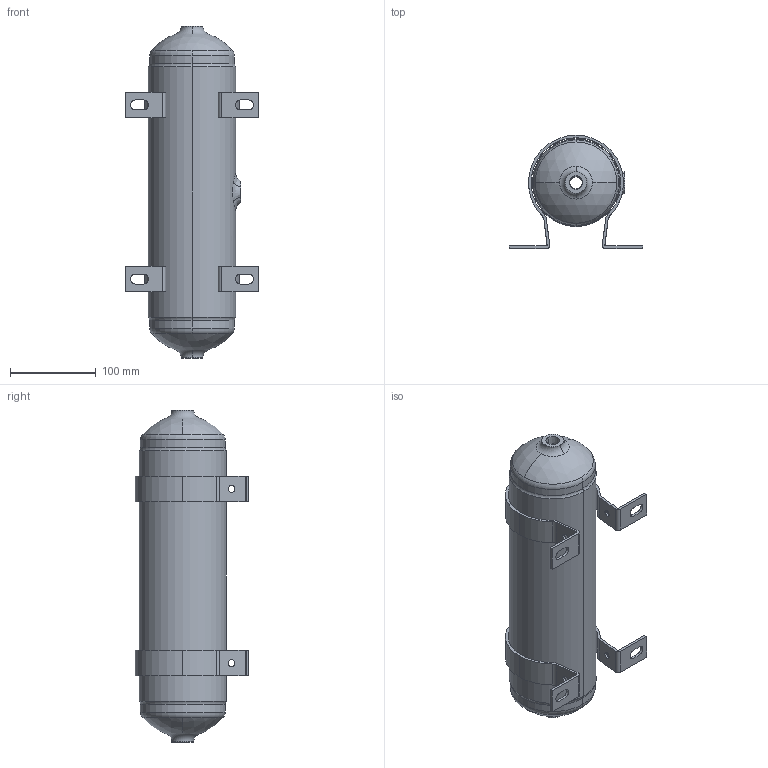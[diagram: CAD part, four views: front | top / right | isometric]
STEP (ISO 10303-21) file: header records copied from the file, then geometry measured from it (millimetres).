
FILE_DESCRIPTION (( 'STEP AP203' ), '1' );
FILE_NAME ('am-4963 3785 ml Aluminum Air Reservoir Assembly.STEP', '2024-08-20T21:22:46', ( '' ), ( '' ), 'SwSTEP 2.0', 'SolidWorks 2024', '' );
FILE_SCHEMA (( 'CONFIG_CONTROL_DESIGN' ));
Length unit declared in the file: inch
Products named in the file (3): 3785 ml Aluminum Air Reservoir Only; am-4963 3785 ml Aluminum Air Reservoir Assembly; 3785 ml Aluminum Air Reservoir Bracket
Assembly tree (3 placements, depth 2):
  am-4963 3785 ml Aluminum Air Reservoir Assembly
    3785 ml Aluminum Air Reservoir Only
    3785 ml Aluminum Air Reservoir Bracket  x2
Bounding box: 155.57 x 132.24 x 387.35 mm (x, y, z)
Volume: 797155.5 mm3; surface area: 283629.1 mm2
Topology: 3 solids, 3 shells, 142 faces, 370 edges, 240 vertices
Faces by surface type: cylinder 72, plane 40, torus 12, sphere 8, cone 6, bspline 4
Entity records: 4013 total; most frequent: CARTESIAN_POINT 1124, DIRECTION 594, ORIENTED_EDGE 512, EDGE_CURVE 256, AXIS2_PLACEMENT_3D 250, VERTEX_POINT 164, CIRCLE 146, EDGE_LOOP 120
